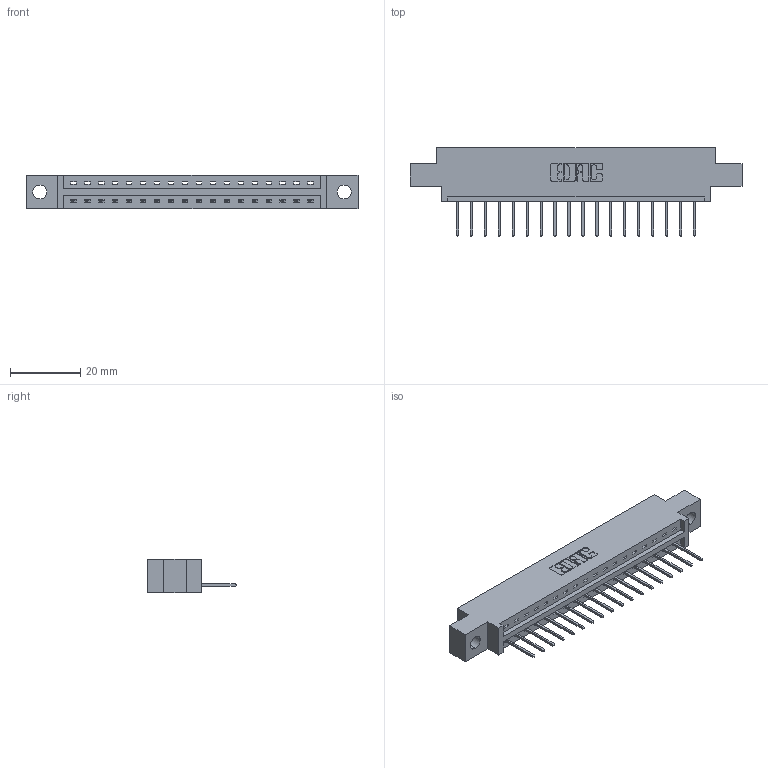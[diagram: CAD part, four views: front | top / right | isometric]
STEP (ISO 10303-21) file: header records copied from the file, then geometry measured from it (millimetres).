
FILE_DESCRIPTION (( 'STEP AP203' ), '1' );
FILE_NAME ('337-018-523-604.STEP', '2018-08-05T00:01:19', ( '' ), ( '' ), 'SwSTEP 2.0', 'SolidWorks 2016', '' );
FILE_SCHEMA (( 'CONFIG_CONTROL_DESIGN' ));
Length unit declared in the file: inch
Products named in the file (3): 337 Part_0.170 Offset - 0.156 Dia-TH; 345-292-001_345-293-123; 337-018-523-604
Assembly tree (19 placements, depth 2):
  337-018-523-604
    337 Part_0.170 Offset - 0.156 Dia-TH
    345-292-001_345-293-123  x18
Bounding box: 94.34 x 25.15 x 9.4 mm (x, y, z)
Volume: 9291.9 mm3; surface area: 9376.2 mm2
Topology: 19 solids, 19 shells, 1234 faces, 3707 edges, 2446 vertices
Faces by surface type: plane 902, cylinder 332
Entity records: 16637 total; most frequent: CARTESIAN_POINT 2904, ORIENTED_EDGE 2858, DIRECTION 2493, EDGE_CURVE 1429, LINE 1301, VECTOR 1301, VERTEX_POINT 950, AXIS2_PLACEMENT_3D 596
